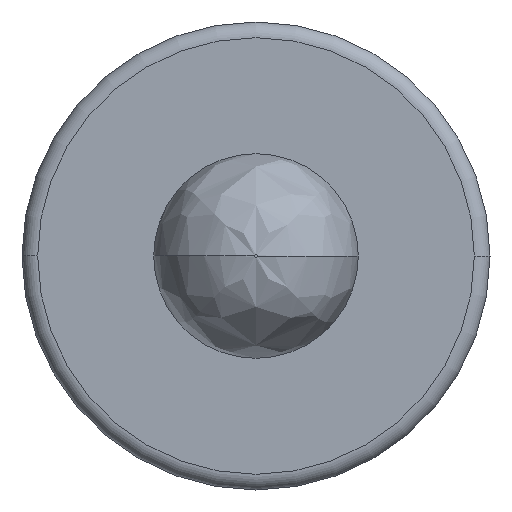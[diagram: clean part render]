
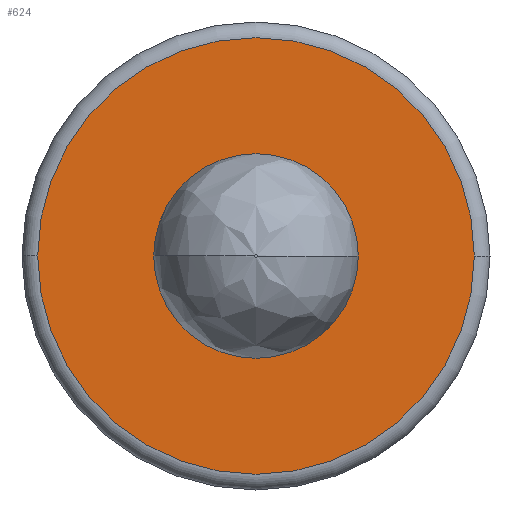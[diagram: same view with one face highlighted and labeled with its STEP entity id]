
A CAD part, front view. The second image highlights one B-rep face of the part: STEP entity #624.
In plain terms, the highlighted planar face has unit normal (0, -1, 0).
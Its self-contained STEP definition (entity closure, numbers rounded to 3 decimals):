
#169=CARTESIAN_POINT('',(0.,-0.004,0.));
#170=DIRECTION('',(0.,-1.,0.));
#171=DIRECTION('',(-1.,0.,0.));
#172=AXIS2_PLACEMENT_3D('',#169,#170,#171);
#184=CARTESIAN_POINT('',(0.,-0.004,0.));
#185=DIRECTION('',(0.,-1.,0.));
#186=DIRECTION('',(1.,0.,0.));
#187=AXIS2_PLACEMENT_3D('',#184,#185,#186);
#199=CARTESIAN_POINT('',(0.,-0.004,0.));
#200=DIRECTION('',(0.,1.,0.));
#201=DIRECTION('',(-1.,0.,0.));
#202=AXIS2_PLACEMENT_3D('',#199,#200,#201);
#238=CARTESIAN_POINT('',(0.,-0.004,0.));
#239=DIRECTION('',(0.,-1.,0.));
#240=DIRECTION('',(-1.,0.,0.));
#241=AXIS2_PLACEMENT_3D('',#238,#239,#240);
#423=CARTESIAN_POINT('',(-0.524,-0.004,0.));
#424=CARTESIAN_POINT('',(0.524,-0.004,0.));
#425=VERTEX_POINT('',#423);
#426=VERTEX_POINT('',#424);
#443=CARTESIAN_POINT('',(1.119,-0.004,0.));
#444=CARTESIAN_POINT('',(-1.119,-0.004,0.));
#445=VERTEX_POINT('',#443);
#446=VERTEX_POINT('',#444);
#608=CARTESIAN_POINT('',(0.,-0.004,0.));
#609=DIRECTION('',(0.,1.,0.));
#610=DIRECTION('',(1.,0.,0.));
#611=AXIS2_PLACEMENT_3D('',#608,#609,#610);
#612=PLANE('',#611);
#614=ORIENTED_EDGE('',*,*,#613,.F.);
#615=ORIENTED_EDGE('',*,*,#598,.F.);
#616=EDGE_LOOP('',(#614,#615));
#617=FACE_OUTER_BOUND('',#616,.F.);
#619=ORIENTED_EDGE('',*,*,#618,.F.);
#621=ORIENTED_EDGE('',*,*,#620,.T.);
#622=EDGE_LOOP('',(#619,#621));
#623=FACE_BOUND('',#622,.F.);
#624=ADVANCED_FACE('',(#617,#623),#612,.F.);
#173=CIRCLE('',#172,1.119);
#188=CIRCLE('',#187,1.119);
#203=CIRCLE('',#202,0.524);
#242=CIRCLE('',#241,0.524);
#598=EDGE_CURVE('',#446,#445,#173,.T.);
#613=EDGE_CURVE('',#445,#446,#188,.T.);
#618=EDGE_CURVE('',#425,#426,#203,.T.);
#620=EDGE_CURVE('',#425,#426,#242,.T.);
